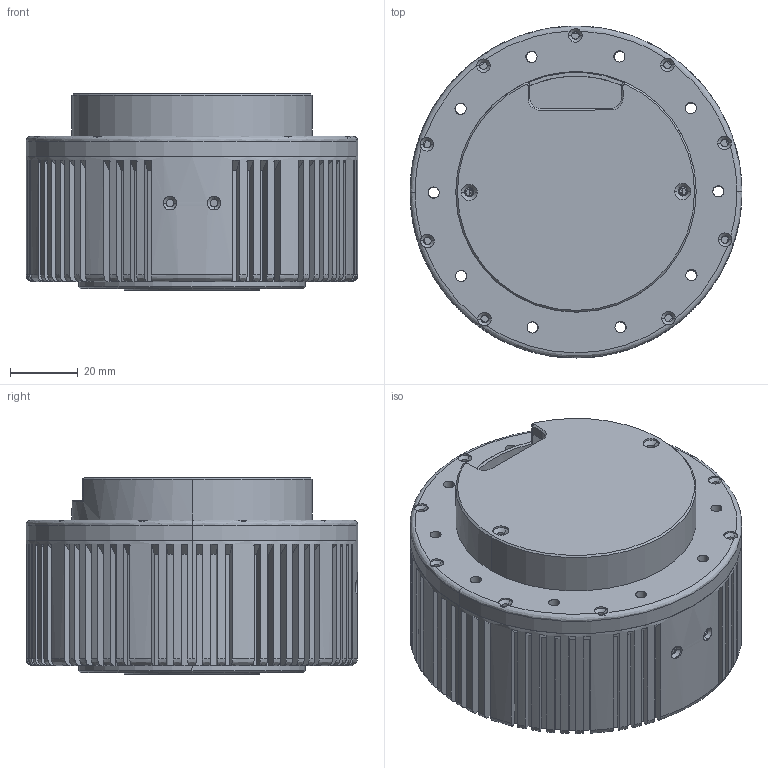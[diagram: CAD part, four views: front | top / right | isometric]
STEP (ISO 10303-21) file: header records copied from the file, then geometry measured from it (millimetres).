
FILE_DESCRIPTION (( 'STEP AP214' ), '1' );
FILE_NAME ('RMD-X8S2.step', '2024-01-12T02:44:22', ( '' ), ( '' ), 'SwSTEP 2.0', 'SolidWorks 2020', '' );
FILE_SCHEMA (( 'AUTOMOTIVE_DESIGN' ));
Length unit declared in the file: millimetre
Products named in the file (1): RMD-X8S2
Bounding box: 98 x 98 x 58 mm (x, y, z)
Surface area: 66261.4 mm2 (no closed solid volume)
Topology: 0 solids, 8 shells, 524 faces, 1574 edges, 1051 vertices
Faces by surface type: cylinder 222, plane 135, cone 106, bspline 61
Entity records: 26039 total; most frequent: CARTESIAN_POINT 6513, ORIENTED_EDGE 2919, DIRECTION 2811, EDGE_CURVE 1574, AXIS2_PLACEMENT_3D 1101, VERTEX_POINT 1051, CIRCLE 637, VECTOR 609
